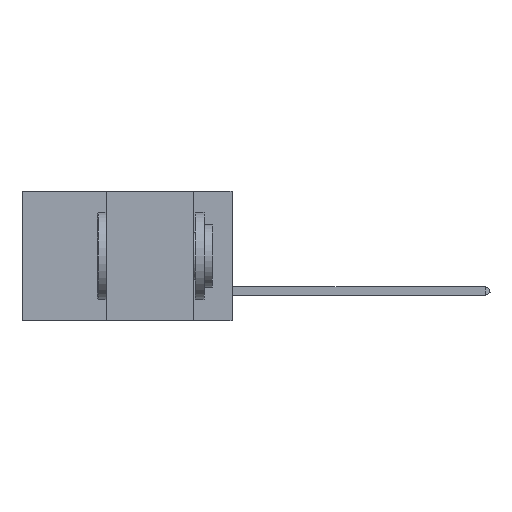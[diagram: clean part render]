
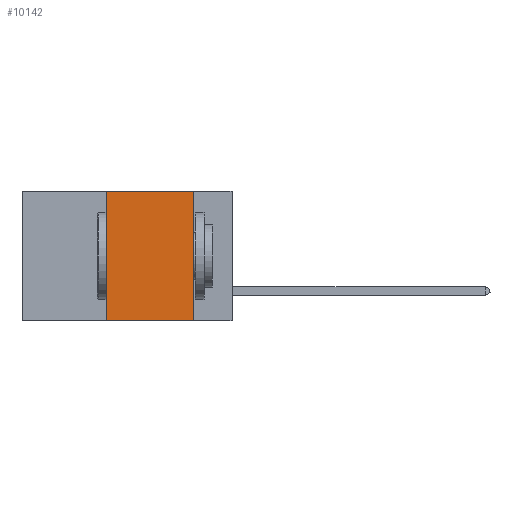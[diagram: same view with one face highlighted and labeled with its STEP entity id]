
A CAD part, left-side view. The second image highlights one B-rep face of the part: STEP entity #10142.
In plain terms, the highlighted planar face has unit normal (-1, 0, 0).
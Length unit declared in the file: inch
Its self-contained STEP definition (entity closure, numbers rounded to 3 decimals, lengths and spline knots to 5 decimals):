
#154 = LINE ( 'NONE', #14605, #3579 ) ;
#445 = VERTEX_POINT ( 'NONE', #4900 ) ;
#1187 = DIRECTION ( 'NONE',  ( 0., -1., 0. ) ) ;
#1386 = EDGE_LOOP ( 'NONE', ( #17067, #4286, #10753, #1699 ) ) ;
#1699 = ORIENTED_EDGE ( 'NONE', *, *, #11217, .T. ) ;
#1949 = CARTESIAN_POINT ( 'NONE',  ( 0., 0.6, 0. ) ) ;
#3067 = CARTESIAN_POINT ( 'NONE',  ( 0., 0.6, -0.37 ) ) ;
#3579 = VECTOR ( 'NONE', #17745, 39.37008 ) ;
#4286 = ORIENTED_EDGE ( 'NONE', *, *, #21606, .F. ) ;
#4573 = VECTOR ( 'NONE', #1187, 39.37008 ) ;
#4900 = CARTESIAN_POINT ( 'NONE',  ( 0., 0.11, -0.37 ) ) ;
#5026 = EDGE_CURVE ( 'NONE', #22173, #445, #13744, .T. ) ;
#7482 = PLANE ( 'NONE',  #17093 ) ;
#8676 = DIRECTION ( 'NONE',  ( 0., -1., 0. ) ) ;
#9667 = VERTEX_POINT ( 'NONE', #14167 ) ;
#9842 = CARTESIAN_POINT ( 'NONE',  ( 0., 0.11, 0. ) ) ;
#10142 = ADVANCED_FACE ( 'NONE', ( #16638 ), #7482, .F. ) ;
#10452 = DIRECTION ( 'NONE',  ( 0., 0., -1. ) ) ;
#10553 = LINE ( 'NONE', #3067, #23580 ) ;
#10753 = ORIENTED_EDGE ( 'NONE', *, *, #13913, .F. ) ;
#10891 = VECTOR ( 'NONE', #10452, 39.37008 ) ;
#11217 = EDGE_CURVE ( 'NONE', #9667, #445, #10553, .T. ) ;
#11761 = LINE ( 'NONE', #22885, #4573 ) ;
#13744 = LINE ( 'NONE', #21112, #10891 ) ;
#13913 = EDGE_CURVE ( 'NONE', #9667, #15134, #154, .T. ) ;
#14167 = CARTESIAN_POINT ( 'NONE',  ( 0., 0.36, -0.37 ) ) ;
#14605 = CARTESIAN_POINT ( 'NONE',  ( 0., 0.36, 0. ) ) ;
#15134 = VERTEX_POINT ( 'NONE', #15452 ) ;
#15452 = CARTESIAN_POINT ( 'NONE',  ( 0., 0.36, 0. ) ) ;
#16305 = DIRECTION ( 'NONE',  ( 0., 0., -1. ) ) ;
#16616 = DIRECTION ( 'NONE',  ( 1., 0., 0. ) ) ;
#16638 = FACE_OUTER_BOUND ( 'NONE', #1386, .T. ) ;
#17067 = ORIENTED_EDGE ( 'NONE', *, *, #5026, .F. ) ;
#17093 = AXIS2_PLACEMENT_3D ( 'NONE', #1949, #16616, #16305 ) ;
#17745 = DIRECTION ( 'NONE',  ( 0., 0., 1. ) ) ;
#21112 = CARTESIAN_POINT ( 'NONE',  ( 0., 0.11, 0. ) ) ;
#21606 = EDGE_CURVE ( 'NONE', #15134, #22173, #11761, .T. ) ;
#22173 = VERTEX_POINT ( 'NONE', #9842 ) ;
#22885 = CARTESIAN_POINT ( 'NONE',  ( 0., 0.6, 0. ) ) ;
#23580 = VECTOR ( 'NONE', #8676, 39.37008 ) ;
